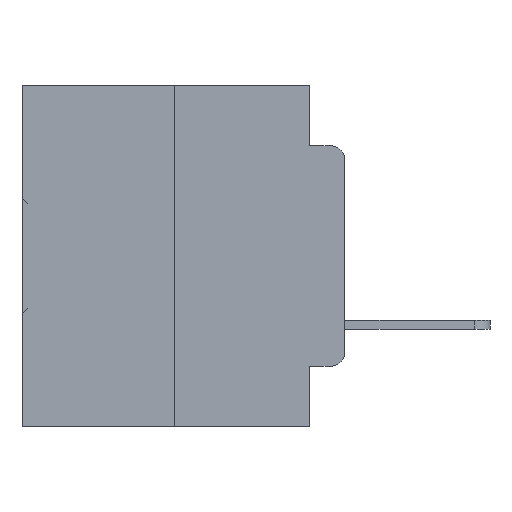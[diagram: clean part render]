
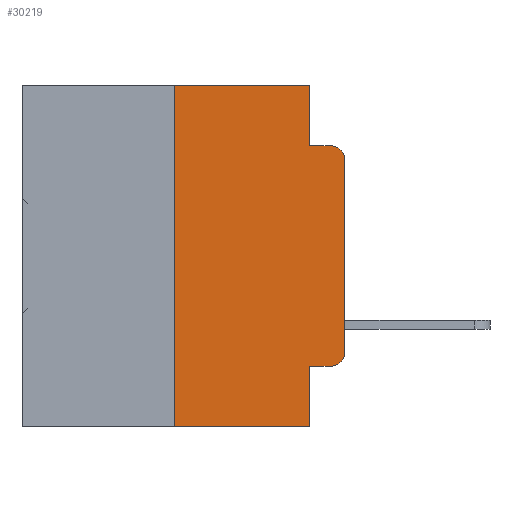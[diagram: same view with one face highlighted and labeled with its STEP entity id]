
A CAD part, left-side view. The second image highlights one B-rep face of the part: STEP entity #30219.
In plain terms, the highlighted planar face has unit normal (-1, 0, 0).
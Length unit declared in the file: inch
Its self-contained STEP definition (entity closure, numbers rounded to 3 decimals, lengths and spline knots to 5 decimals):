
#198 = AXIS2_PLACEMENT_3D ( 'NONE', #16143, #35081, #18910 ) ;
#290 = EDGE_CURVE ( 'NONE', #25184, #6732, #11671, .T. ) ;
#976 = VERTEX_POINT ( 'NONE', #21335 ) ;
#998 = EDGE_CURVE ( 'NONE', #12792, #25184, #20072, .T. ) ;
#1404 = ORIENTED_EDGE ( 'NONE', *, *, #290, .F. ) ;
#1597 = ORIENTED_EDGE ( 'NONE', *, *, #1694, .F. ) ;
#1694 = EDGE_CURVE ( 'NONE', #16233, #7573, #17004, .T. ) ;
#1815 = VECTOR ( 'NONE', #3331, 39.37008 ) ;
#2486 = ORIENTED_EDGE ( 'NONE', *, *, #27208, .T. ) ;
#3331 = DIRECTION ( 'NONE',  ( 0., 0., -1. ) ) ;
#3472 = CARTESIAN_POINT ( 'NONE',  ( 0., 0.473, -0.5 ) ) ;
#3944 = CARTESIAN_POINT ( 'NONE',  ( 0., 0.25, 0. ) ) ;
#4090 = VECTOR ( 'NONE', #19686, 39.37008 ) ;
#4305 = CARTESIAN_POINT ( 'NONE',  ( 0., 0.25, 0. ) ) ;
#4445 = DIRECTION ( 'NONE',  ( 0., 0., 1. ) ) ;
#4545 = VECTOR ( 'NONE', #4445, 39.37008 ) ;
#4659 = DIRECTION ( 'NONE',  ( -1., 0., 0. ) ) ;
#4737 = VERTEX_POINT ( 'NONE', #25540 ) ;
#4745 = EDGE_CURVE ( 'NONE', #16233, #976, #32569, .T. ) ;
#4775 = CARTESIAN_POINT ( 'NONE',  ( 0., 0.25, -0.5 ) ) ;
#4960 = LINE ( 'NONE', #13992, #4090 ) ;
#5197 = ORIENTED_EDGE ( 'NONE', *, *, #33442, .T. ) ;
#5991 = DIRECTION ( 'NONE',  ( 0., 0., -1. ) ) ;
#6018 = CIRCLE ( 'NONE', #7722, 0.02 ) ;
#6732 = VERTEX_POINT ( 'NONE', #7220 ) ;
#7220 = CARTESIAN_POINT ( 'NONE',  ( 0., 0.02, -0.0885 ) ) ;
#7573 = VERTEX_POINT ( 'NONE', #3944 ) ;
#7722 = AXIS2_PLACEMENT_3D ( 'NONE', #21277, #4659, #24099 ) ;
#8679 = CARTESIAN_POINT ( 'NONE',  ( 0., 0.473, 0. ) ) ;
#8941 = EDGE_CURVE ( 'NONE', #8991, #26807, #19328, .T. ) ;
#8991 = VERTEX_POINT ( 'NONE', #23881 ) ;
#10105 = LINE ( 'NONE', #30787, #1815 ) ;
#10628 = ORIENTED_EDGE ( 'NONE', *, *, #17957, .T. ) ;
#10729 = CARTESIAN_POINT ( 'NONE',  ( 0., 0.051, -0.0885 ) ) ;
#10987 = VECTOR ( 'NONE', #23916, 39.37008 ) ;
#11469 = ORIENTED_EDGE ( 'NONE', *, *, #8941, .T. ) ;
#11539 = AXIS2_PLACEMENT_3D ( 'NONE', #8679, #22583, #5991 ) ;
#11671 = LINE ( 'NONE', #32804, #32583 ) ;
#11856 = CARTESIAN_POINT ( 'NONE',  ( 0., 0.051, 0. ) ) ;
#12792 = VERTEX_POINT ( 'NONE', #11856 ) ;
#13334 = CARTESIAN_POINT ( 'NONE',  ( 0., 0., -0.1085 ) ) ;
#13992 = CARTESIAN_POINT ( 'NONE',  ( 0., 0.051, -0.4115 ) ) ;
#14260 = PLANE ( 'NONE',  #11539 ) ;
#14659 = ORIENTED_EDGE ( 'NONE', *, *, #998, .F. ) ;
#14800 = VERTEX_POINT ( 'NONE', #31679 ) ;
#16143 = CARTESIAN_POINT ( 'NONE',  ( 0., 0.02, -0.1085 ) ) ;
#16233 = VERTEX_POINT ( 'NONE', #4775 ) ;
#17004 = LINE ( 'NONE', #4305, #23466 ) ;
#17261 = VECTOR ( 'NONE', #28401, 39.37008 ) ;
#17957 = EDGE_CURVE ( 'NONE', #4737, #8991, #6018, .T. ) ;
#18910 = DIRECTION ( 'NONE',  ( 0., 0., -1. ) ) ;
#19230 = CARTESIAN_POINT ( 'NONE',  ( 0., 0.051, 0. ) ) ;
#19328 = LINE ( 'NONE', #29244, #4545 ) ;
#19686 = DIRECTION ( 'NONE',  ( 0., -1., 0. ) ) ;
#20072 = LINE ( 'NONE', #19230, #10987 ) ;
#21277 = CARTESIAN_POINT ( 'NONE',  ( 0., 0.02, -0.3915 ) ) ;
#21335 = CARTESIAN_POINT ( 'NONE',  ( 0., 0.051, -0.5 ) ) ;
#22583 = DIRECTION ( 'NONE',  ( 1., 0., 0. ) ) ;
#23407 = EDGE_CURVE ( 'NONE', #7573, #12792, #28758, .T. ) ;
#23466 = VECTOR ( 'NONE', #31835, 39.37008 ) ;
#23815 = ORIENTED_EDGE ( 'NONE', *, *, #24714, .F. ) ;
#23881 = CARTESIAN_POINT ( 'NONE',  ( 0., 0., -0.3915 ) ) ;
#23916 = DIRECTION ( 'NONE',  ( 0., 0., -1. ) ) ;
#24099 = DIRECTION ( 'NONE',  ( 0., 0., -1. ) ) ;
#24714 = EDGE_CURVE ( 'NONE', #14800, #976, #10105, .T. ) ;
#25184 = VERTEX_POINT ( 'NONE', #10729 ) ;
#25216 = FACE_OUTER_BOUND ( 'NONE', #31650, .T. ) ;
#25279 = CIRCLE ( 'NONE', #198, 0.02 ) ;
#25540 = CARTESIAN_POINT ( 'NONE',  ( 0., 0.02, -0.4115 ) ) ;
#26807 = VERTEX_POINT ( 'NONE', #13334 ) ;
#27208 = EDGE_CURVE ( 'NONE', #14800, #4737, #4960, .T. ) ;
#28401 = DIRECTION ( 'NONE',  ( 0., -1., 0. ) ) ;
#28758 = LINE ( 'NONE', #32480, #34892 ) ;
#28982 = ORIENTED_EDGE ( 'NONE', *, *, #23407, .F. ) ;
#29187 = DIRECTION ( 'NONE',  ( 0., -1., 0. ) ) ;
#29244 = CARTESIAN_POINT ( 'NONE',  ( 0., 0., 0. ) ) ;
#30219 = ADVANCED_FACE ( 'NONE', ( #25216 ), #14260, .F. ) ;
#30787 = CARTESIAN_POINT ( 'NONE',  ( 0., 0.051, 0. ) ) ;
#31650 = EDGE_LOOP ( 'NONE', ( #11469, #5197, #1404, #14659, #28982, #1597, #32359, #23815, #2486, #10628 ) ) ;
#31679 = CARTESIAN_POINT ( 'NONE',  ( 0., 0.051, -0.4115 ) ) ;
#31835 = DIRECTION ( 'NONE',  ( 0., 0., 1. ) ) ;
#32359 = ORIENTED_EDGE ( 'NONE', *, *, #4745, .T. ) ;
#32480 = CARTESIAN_POINT ( 'NONE',  ( 0., 0.473, 0. ) ) ;
#32569 = LINE ( 'NONE', #3472, #17261 ) ;
#32583 = VECTOR ( 'NONE', #29187, 39.37008 ) ;
#32804 = CARTESIAN_POINT ( 'NONE',  ( 0., 0.051, -0.0885 ) ) ;
#33442 = EDGE_CURVE ( 'NONE', #26807, #6732, #25279, .T. ) ;
#34892 = VECTOR ( 'NONE', #35007, 39.37008 ) ;
#35007 = DIRECTION ( 'NONE',  ( 0., -1., 0. ) ) ;
#35081 = DIRECTION ( 'NONE',  ( -1., 0., 0. ) ) ;
